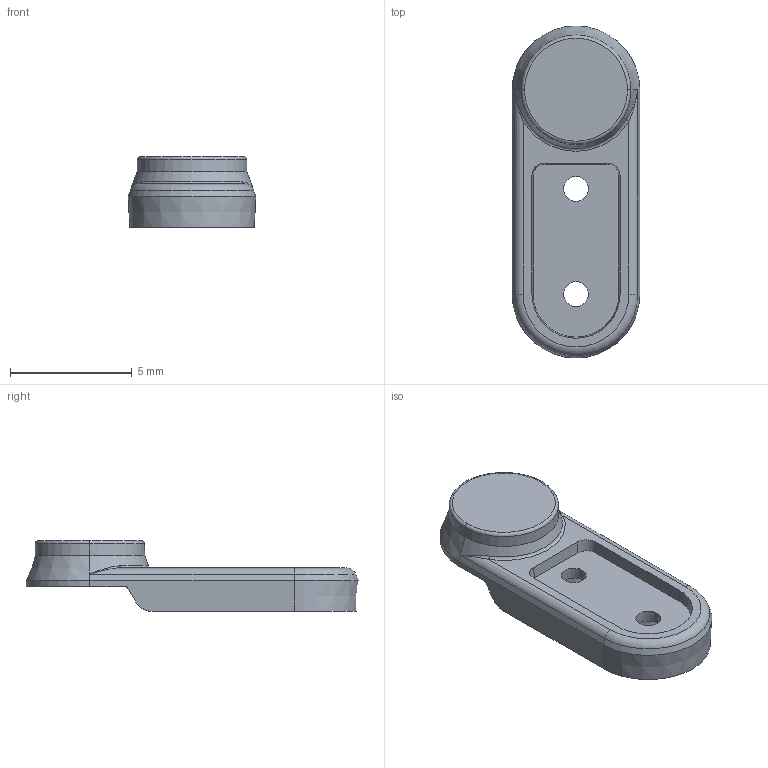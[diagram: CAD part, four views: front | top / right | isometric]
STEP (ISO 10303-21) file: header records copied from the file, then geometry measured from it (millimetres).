
FILE_DESCRIPTION (( 'STEP AP214' ), '1' );
FILE_NAME ('FD_1842305-C_Camera-Shield.STEP', '2020-12-04T00:54:21', ( '' ), ( '' ), 'SwSTEP 2.0', 'SolidWorks 2019', '' );
FILE_SCHEMA (( 'AUTOMOTIVE_DESIGN' ));
Length unit declared in the file: inch
Products named in the file (1): FD_1842305-C_Camera-Shield
Bounding box: 5.24 x 13.62 x 2.9 mm (x, y, z)
Volume: 93.7 mm3; surface area: 197.1 mm2
Topology: 1 solids, 1 shells, 41 faces, 96 edges, 56 vertices
Faces by surface type: cone 16, plane 13, cylinder 6, torus 4, bspline 2
Entity records: 1228 total; most frequent: CARTESIAN_POINT 270, DIRECTION 196, ORIENTED_EDGE 188, EDGE_CURVE 94, AXIS2_PLACEMENT_3D 74, VERTEX_POINT 56, VECTOR 48, LINE 48
